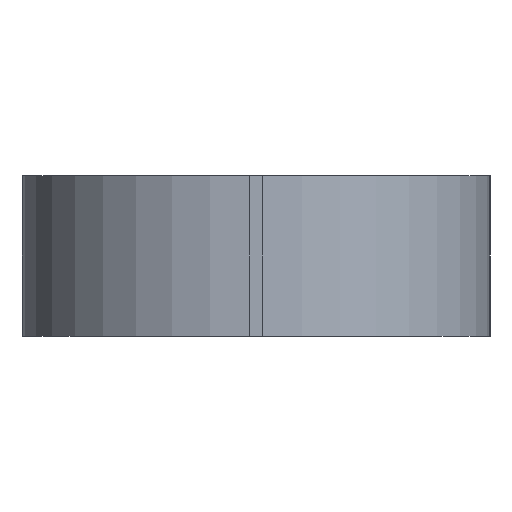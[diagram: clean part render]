
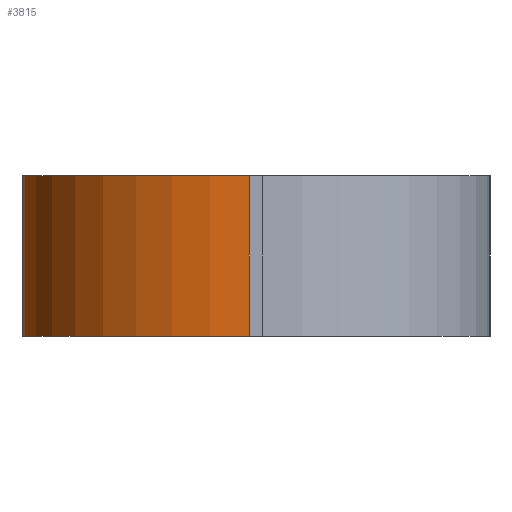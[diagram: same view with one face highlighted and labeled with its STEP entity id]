
A CAD part, left-side view. The second image highlights one B-rep face of the part: STEP entity #3815.
In plain terms, the highlighted cylindrical face has radius 17 mm (diameter 34 mm), a partial arc.
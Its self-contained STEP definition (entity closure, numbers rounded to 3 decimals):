
#109 = CARTESIAN_POINT ( 'NONE',  ( -83., 0.5, 0. ) ) ;
#130 = DIRECTION ( 'NONE',  ( 1., 0., 0. ) ) ;
#242 = VERTEX_POINT ( 'NONE', #3686 ) ;
#332 = ORIENTED_EDGE ( 'NONE', *, *, #1531, .F. ) ;
#337 = DIRECTION ( 'NONE',  ( 0., 0., 1. ) ) ;
#381 = AXIS2_PLACEMENT_3D ( 'NONE', #808, #2370, #1108 ) ;
#658 = EDGE_CURVE ( 'NONE', #3852, #1799, #3368, .T. ) ;
#808 = CARTESIAN_POINT ( 'NONE',  ( -83., 0.5, 12. ) ) ;
#1108 = DIRECTION ( 'NONE',  ( 1., 0., 0. ) ) ;
#1521 = CYLINDRICAL_SURFACE ( 'NONE', #1987, 17. ) ;
#1531 = EDGE_CURVE ( 'NONE', #242, #3987, #4025, .T. ) ;
#1640 = CARTESIAN_POINT ( 'NONE',  ( -100., 0.5, 0. ) ) ;
#1799 = VERTEX_POINT ( 'NONE', #1984 ) ;
#1957 = CARTESIAN_POINT ( 'NONE',  ( -83., 17.5, 12. ) ) ;
#1984 = CARTESIAN_POINT ( 'NONE',  ( -83., 17.5, 12. ) ) ;
#1987 = AXIS2_PLACEMENT_3D ( 'NONE', #2858, #3179, #4124 ) ;
#2370 = DIRECTION ( 'NONE',  ( 0., 0., 1. ) ) ;
#2394 = EDGE_CURVE ( 'NONE', #1799, #242, #2500, .T. ) ;
#2500 = CIRCLE ( 'NONE', #381, 17. ) ;
#2560 = AXIS2_PLACEMENT_3D ( 'NONE', #109, #3920, #130 ) ;
#2622 = EDGE_LOOP ( 'NONE', ( #3235, #3324, #3381, #332 ) ) ;
#2791 = CIRCLE ( 'NONE', #2560, 17. ) ;
#2858 = CARTESIAN_POINT ( 'NONE',  ( -83., 0.5, 12. ) ) ;
#3179 = DIRECTION ( 'NONE',  ( 0., 0., -1. ) ) ;
#3235 = ORIENTED_EDGE ( 'NONE', *, *, #2394, .F. ) ;
#3324 = ORIENTED_EDGE ( 'NONE', *, *, #658, .F. ) ;
#3368 = LINE ( 'NONE', #1957, #4130 ) ;
#3381 = ORIENTED_EDGE ( 'NONE', *, *, #3590, .F. ) ;
#3402 = DIRECTION ( 'NONE',  ( 0., 0., -1. ) ) ;
#3505 = CARTESIAN_POINT ( 'NONE',  ( -83., 17.5, 0. ) ) ;
#3590 = EDGE_CURVE ( 'NONE', #3987, #3852, #2791, .T. ) ;
#3686 = CARTESIAN_POINT ( 'NONE',  ( -100., 0.5, 12. ) ) ;
#3815 = ADVANCED_FACE ( 'NONE', ( #4109 ), #1521, .T. ) ;
#3852 = VERTEX_POINT ( 'NONE', #3505 ) ;
#3862 = VECTOR ( 'NONE', #3402, 1000. ) ;
#3920 = DIRECTION ( 'NONE',  ( 0., 0., -1. ) ) ;
#3987 = VERTEX_POINT ( 'NONE', #1640 ) ;
#4025 = LINE ( 'NONE', #4090, #3862 ) ;
#4090 = CARTESIAN_POINT ( 'NONE',  ( -100., 0.5, 12. ) ) ;
#4109 = FACE_OUTER_BOUND ( 'NONE', #2622, .T. ) ;
#4124 = DIRECTION ( 'NONE',  ( -1., 0., 0. ) ) ;
#4130 = VECTOR ( 'NONE', #337, 1000. ) ;
